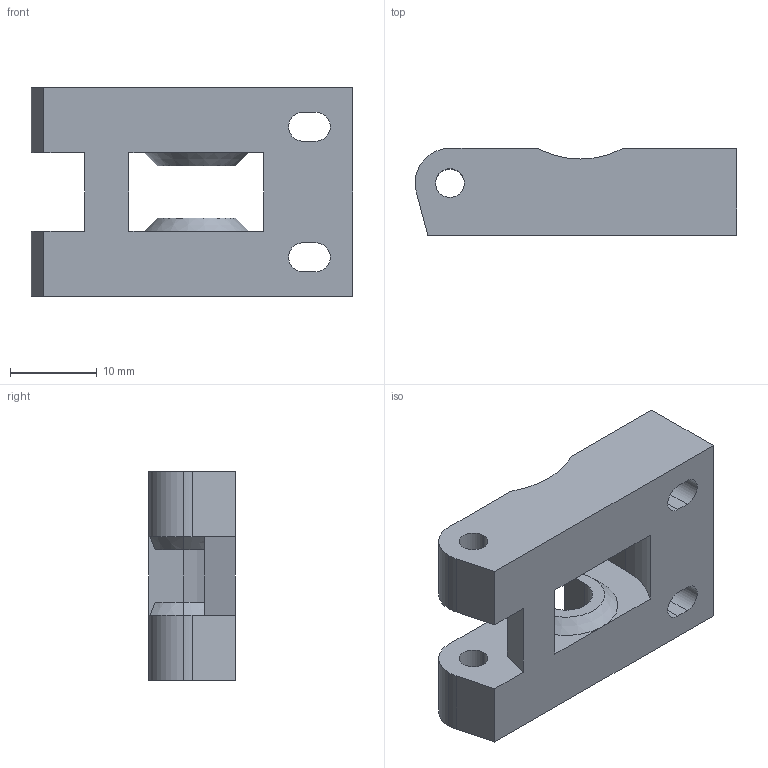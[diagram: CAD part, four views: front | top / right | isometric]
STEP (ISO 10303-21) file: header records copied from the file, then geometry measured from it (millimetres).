
FILE_DESCRIPTION (( 'STEP AP214' ), '1' );
FILE_NAME ('idler-bracket.STEP', '2011-07-21T09:33:14', ( 'Owner' ), ( '22ndstreetcomputers.com' ), 'SwSTEP 2.0', 'SolidWorks 2010', '' );
FILE_SCHEMA (( 'AUTOMOTIVE_DESIGN' ));
Length unit declared in the file: millimetre
Products named in the file (1): idler-bracket
Bounding box: 37 x 10 x 24 mm (x, y, z)
Volume: 5529 mm3; surface area: 3615.6 mm2
Topology: 1 solids, 1 shells, 52 faces, 151 edges, 100 vertices
Faces by surface type: plane 28, cylinder 18, cone 6
Entity records: 1795 total; most frequent: CARTESIAN_POINT 316, DIRECTION 311, ORIENTED_EDGE 302, EDGE_CURVE 151, AXIS2_PLACEMENT_3D 111, VERTEX_POINT 100, LINE 89, VECTOR 89
